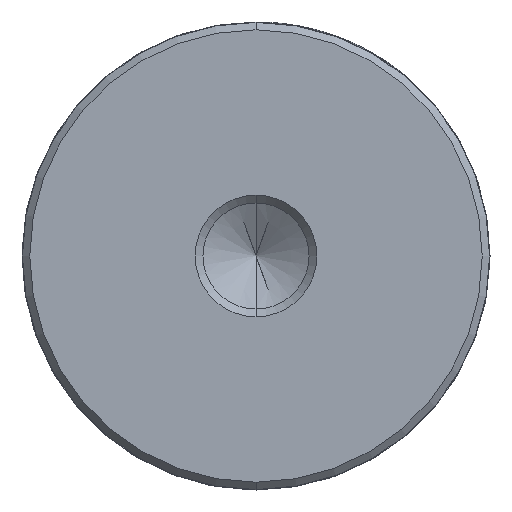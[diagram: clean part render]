
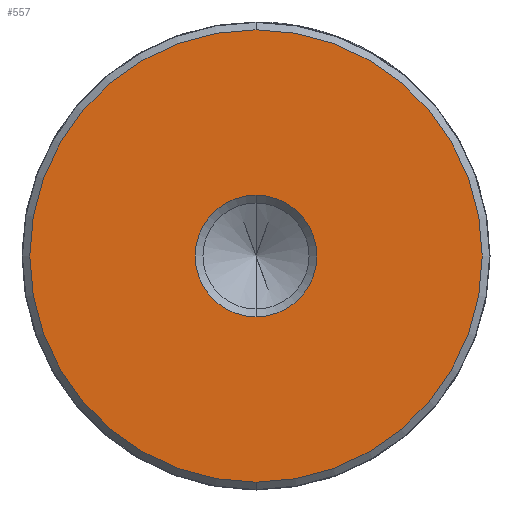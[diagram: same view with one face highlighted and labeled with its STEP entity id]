
A CAD part, front view. The second image highlights one B-rep face of the part: STEP entity #557.
In plain terms, the highlighted planar face has unit normal (0, -1, 0).
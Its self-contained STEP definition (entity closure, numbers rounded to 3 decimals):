
#101 = CIRCLE ( 'NONE', #1566, 14.5 ) ;
#192 = ORIENTED_EDGE ( 'NONE', *, *, #1128, .T. ) ;
#198 = DIRECTION ( 'NONE',  ( 0., 0., -1. ) ) ;
#291 = CIRCLE ( 'NONE', #1332, 14.5 ) ;
#351 = AXIS2_PLACEMENT_3D ( 'NONE', #816, #997, #1906 ) ;
#402 = CARTESIAN_POINT ( 'NONE',  ( 15., -52., 0. ) ) ;
#459 = VERTEX_POINT ( 'NONE', #1466 ) ;
#557 = ADVANCED_FACE ( 'NONE', ( #564, #1944 ), #1472, .T. ) ;
#559 = CARTESIAN_POINT ( 'NONE',  ( 0., -52., 3.9 ) ) ;
#564 = FACE_BOUND ( 'NONE', #2052, .T. ) ;
#816 = CARTESIAN_POINT ( 'NONE',  ( 0., -52., 0. ) ) ;
#987 = ORIENTED_EDGE ( 'NONE', *, *, #1905, .T. ) ;
#991 = CARTESIAN_POINT ( 'NONE',  ( 0., -52., -14.5 ) ) ;
#997 = DIRECTION ( 'NONE',  ( 0., 1., 0. ) ) ;
#1121 = ORIENTED_EDGE ( 'NONE', *, *, #1985, .T. ) ;
#1128 = EDGE_CURVE ( 'NONE', #1464, #1203, #291, .T. ) ;
#1151 = CIRCLE ( 'NONE', #351, 3.9 ) ;
#1203 = VERTEX_POINT ( 'NONE', #991 ) ;
#1226 = VERTEX_POINT ( 'NONE', #559 ) ;
#1332 = AXIS2_PLACEMENT_3D ( 'NONE', #1657, #1450, #1442 ) ;
#1442 = DIRECTION ( 'NONE',  ( 0., 0., -1. ) ) ;
#1443 = EDGE_CURVE ( 'NONE', #1203, #1464, #101, .T. ) ;
#1450 = DIRECTION ( 'NONE',  ( 0., -1., 0. ) ) ;
#1464 = VERTEX_POINT ( 'NONE', #2066 ) ;
#1466 = CARTESIAN_POINT ( 'NONE',  ( 0., -52., -3.9 ) ) ;
#1472 = PLANE ( 'NONE',  #2289 ) ;
#1566 = AXIS2_PLACEMENT_3D ( 'NONE', #1754, #1770, #1690 ) ;
#1642 = CIRCLE ( 'NONE', #2097, 3.9 ) ;
#1657 = CARTESIAN_POINT ( 'NONE',  ( 0., -52., 0. ) ) ;
#1690 = DIRECTION ( 'NONE',  ( 0., 0., -1. ) ) ;
#1754 = CARTESIAN_POINT ( 'NONE',  ( 0., -52., 0. ) ) ;
#1770 = DIRECTION ( 'NONE',  ( 0., -1., 0. ) ) ;
#1882 = DIRECTION ( 'NONE',  ( 0., 0., -1. ) ) ;
#1888 = DIRECTION ( 'NONE',  ( 0., 1., 0. ) ) ;
#1897 = CARTESIAN_POINT ( 'NONE',  ( 0., -52., 0. ) ) ;
#1905 = EDGE_CURVE ( 'NONE', #1226, #459, #1642, .T. ) ;
#1906 = DIRECTION ( 'NONE',  ( 0., 0., -1. ) ) ;
#1944 = FACE_OUTER_BOUND ( 'NONE', #2083, .T. ) ;
#1953 = ORIENTED_EDGE ( 'NONE', *, *, #1443, .T. ) ;
#1985 = EDGE_CURVE ( 'NONE', #459, #1226, #1151, .T. ) ;
#2032 = DIRECTION ( 'NONE',  ( 0., -1., 0. ) ) ;
#2052 = EDGE_LOOP ( 'NONE', ( #1121, #987 ) ) ;
#2066 = CARTESIAN_POINT ( 'NONE',  ( 0., -52., 14.5 ) ) ;
#2083 = EDGE_LOOP ( 'NONE', ( #192, #1953 ) ) ;
#2097 = AXIS2_PLACEMENT_3D ( 'NONE', #1897, #1888, #1882 ) ;
#2289 = AXIS2_PLACEMENT_3D ( 'NONE', #402, #2032, #198 ) ;
